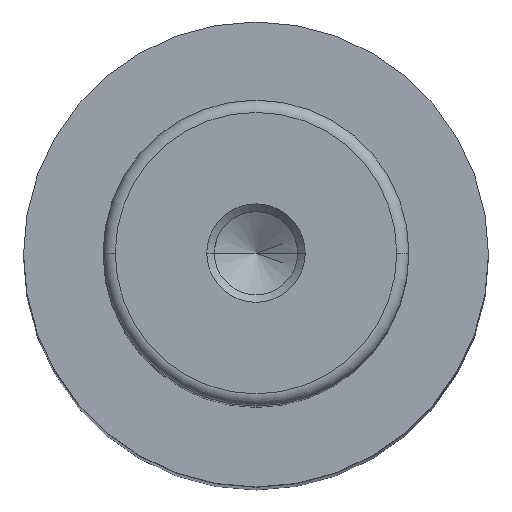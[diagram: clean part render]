
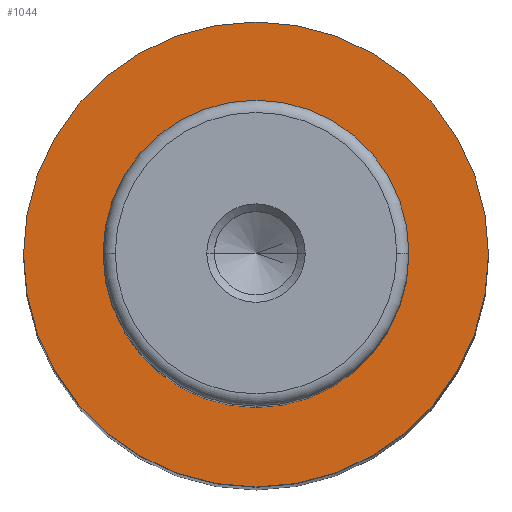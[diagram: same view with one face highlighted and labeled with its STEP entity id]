
A CAD part, top view. The second image highlights one B-rep face of the part: STEP entity #1044.
In plain terms, the highlighted planar face has unit normal (0, 0, 1).
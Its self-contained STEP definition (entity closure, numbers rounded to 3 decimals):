
#1 = VERTEX_POINT ( 'NONE', #817 ) ;
#7 = CARTESIAN_POINT ( 'NONE',  ( 19., 0., 140. ) ) ;
#9 = DIRECTION ( 'NONE',  ( -1., 0., 0. ) ) ;
#23 = DIRECTION ( 'NONE',  ( 0., 0., -1. ) ) ;
#58 = EDGE_CURVE ( 'NONE', #649, #756, #122, .T. ) ;
#79 = ORIENTED_EDGE ( 'NONE', *, *, #591, .F. ) ;
#109 = CARTESIAN_POINT ( 'NONE',  ( -12.5, 0., 140. ) ) ;
#122 = CIRCLE ( 'NONE', #881, 12.5 ) ;
#132 = EDGE_LOOP ( 'NONE', ( #79, #550 ) ) ;
#156 = CARTESIAN_POINT ( 'NONE',  ( -12.5, 0., 140. ) ) ;
#158 = FACE_OUTER_BOUND ( 'NONE', #132, .T. ) ;
#180 = CIRCLE ( 'NONE', #953, 19. ) ;
#195 = DIRECTION ( 'NONE',  ( 0., 0., -1. ) ) ;
#218 = DIRECTION ( 'NONE',  ( -1., 0., 0. ) ) ;
#257 = AXIS2_PLACEMENT_3D ( 'NONE', #156, #260, #1078 ) ;
#260 = DIRECTION ( 'NONE',  ( 0., 0., 1. ) ) ;
#290 = EDGE_CURVE ( 'NONE', #756, #649, #821, .T. ) ;
#379 = CARTESIAN_POINT ( 'NONE',  ( 0., 0., 140. ) ) ;
#406 = DIRECTION ( 'NONE',  ( -1., 0., 0. ) ) ;
#411 = CARTESIAN_POINT ( 'NONE',  ( 0., 0., 140. ) ) ;
#454 = AXIS2_PLACEMENT_3D ( 'NONE', #1050, #959, #406 ) ;
#549 = CARTESIAN_POINT ( 'NONE',  ( 12.5, 0., 140. ) ) ;
#550 = ORIENTED_EDGE ( 'NONE', *, *, #800, .F. ) ;
#568 = CIRCLE ( 'NONE', #1015, 19. ) ;
#591 = EDGE_CURVE ( 'NONE', #1, #757, #180, .T. ) ;
#649 = VERTEX_POINT ( 'NONE', #109 ) ;
#672 = ORIENTED_EDGE ( 'NONE', *, *, #290, .T. ) ;
#738 = DIRECTION ( 'NONE',  ( -1., 0., 0. ) ) ;
#756 = VERTEX_POINT ( 'NONE', #549 ) ;
#757 = VERTEX_POINT ( 'NONE', #7 ) ;
#800 = EDGE_CURVE ( 'NONE', #757, #1, #568, .T. ) ;
#817 = CARTESIAN_POINT ( 'NONE',  ( -19., 0., 140. ) ) ;
#821 = CIRCLE ( 'NONE', #454, 12.5 ) ;
#839 = EDGE_LOOP ( 'NONE', ( #865, #672 ) ) ;
#852 = CARTESIAN_POINT ( 'NONE',  ( 0., 0., 140. ) ) ;
#865 = ORIENTED_EDGE ( 'NONE', *, *, #58, .T. ) ;
#881 = AXIS2_PLACEMENT_3D ( 'NONE', #379, #1013, #738 ) ;
#894 = PLANE ( 'NONE',  #257 ) ;
#953 = AXIS2_PLACEMENT_3D ( 'NONE', #852, #195, #9 ) ;
#959 = DIRECTION ( 'NONE',  ( 0., 0., -1. ) ) ;
#1013 = DIRECTION ( 'NONE',  ( 0., 0., -1. ) ) ;
#1015 = AXIS2_PLACEMENT_3D ( 'NONE', #411, #23, #218 ) ;
#1044 = ADVANCED_FACE ( 'NONE', ( #1101, #158 ), #894, .T. ) ;
#1050 = CARTESIAN_POINT ( 'NONE',  ( 0., 0., 140. ) ) ;
#1078 = DIRECTION ( 'NONE',  ( 1., 0., 0. ) ) ;
#1101 = FACE_BOUND ( 'NONE', #839, .T. ) ;
